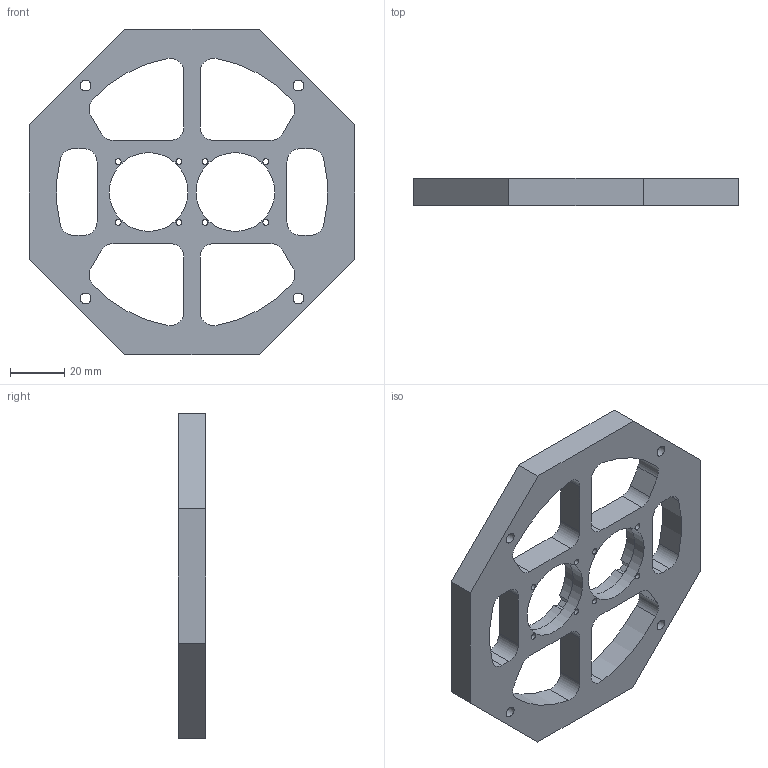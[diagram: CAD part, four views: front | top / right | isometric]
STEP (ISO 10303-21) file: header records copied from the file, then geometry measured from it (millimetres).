
FILE_DESCRIPTION(/* description */ (''),/* implementation_level */ '2;1');
FILE_NAME(/* name */ 'stereo_camera_holder_Basler_dart.stp',/* time_stamp */ '2024-05-01T16:09:41+10:00',/* author */ ('uqtvodoa'),/* organization */ (''),/* preprocessor_version */ 'ST-DEVELOPER v19.2',/* originating_system */ 'Autodesk Inventor 2024',/* authorisation */ '');
FILE_SCHEMA (('AUTOMOTIVE_DESIGN { 1 0 10303 214 3 1 1 }'));
Length unit declared in the file: millimetre
Products named in the file (1): Synchronous Pulley2
Bounding box: 120 x 10 x 120 mm (x, y, z)
Volume: 61992.7 mm3; surface area: 25458.5 mm2
Topology: 1 solids, 1 shells, 122 faces, 354 edges, 236 vertices
Faces by surface type: plane 70, cylinder 52
Full cylindrical faces by diameter (mm): 2.2 x8, 4 x4, 29 x2
Entity records: 4165 total; most frequent: CARTESIAN_POINT 713, ORIENTED_EDGE 708, DIRECTION 704, EDGE_CURVE 354, LINE 250, VECTOR 250, VERTEX_POINT 236, AXIS2_PLACEMENT_3D 227
